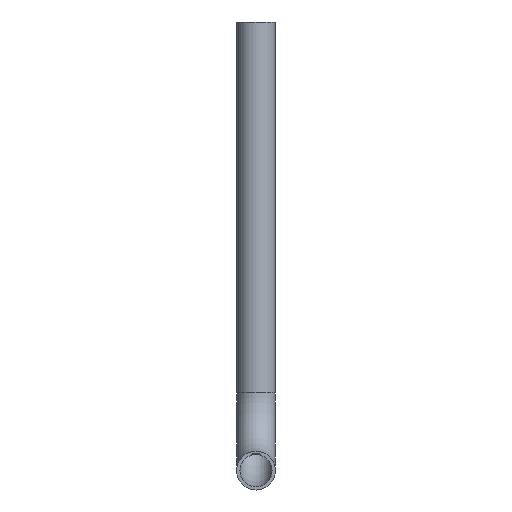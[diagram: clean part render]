
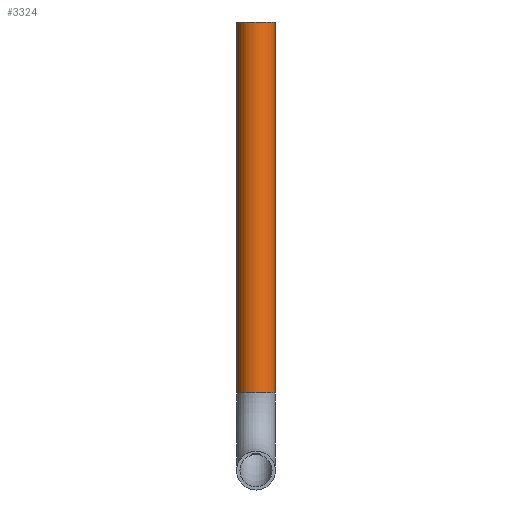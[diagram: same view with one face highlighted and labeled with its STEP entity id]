
A CAD part, front view. The second image highlights one B-rep face of the part: STEP entity #3324.
In plain terms, the highlighted cylindrical face has radius 13.45 mm (diameter 26.9 mm), a full revolution.
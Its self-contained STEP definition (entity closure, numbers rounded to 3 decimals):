
#841 = CIRCLE ( 'NONE', #5531, 13.45 ) ;
#993 = EDGE_LOOP ( 'NONE', ( #4830 ) ) ;
#1060 = DIRECTION ( 'NONE',  ( 0., 0., 1. ) ) ;
#1062 = ORIENTED_EDGE ( 'NONE', *, *, #11611, .T. ) ;
#2001 = FACE_OUTER_BOUND ( 'NONE', #11938, .T. ) ;
#2074 = DIRECTION ( 'NONE',  ( 0., -1., 0. ) ) ;
#2773 = DIRECTION ( 'NONE',  ( 0., -1., 0. ) ) ;
#3009 = CARTESIAN_POINT ( 'NONE',  ( 0., 311.588, 54. ) ) ;
#3076 = DIRECTION ( 'NONE',  ( 0., -1., 0. ) ) ;
#3191 = VERTEX_POINT ( 'NONE', #4477 ) ;
#3324 = ADVANCED_FACE ( 'NONE', ( #2001, #12215 ), #3359, .T. ) ;
#3359 = CYLINDRICAL_SURFACE ( 'NONE', #6794, 13.45 ) ;
#4477 = CARTESIAN_POINT ( 'NONE',  ( 0., 298.138, 54. ) ) ;
#4830 = ORIENTED_EDGE ( 'NONE', *, *, #9932, .F. ) ;
#4913 = VERTEX_POINT ( 'NONE', #6492 ) ;
#5531 = AXIS2_PLACEMENT_3D ( 'NONE', #12604, #8616, #2773 ) ;
#6490 = AXIS2_PLACEMENT_3D ( 'NONE', #8234, #1060, #3076 ) ;
#6492 = CARTESIAN_POINT ( 'NONE',  ( 0., 298.138, 311.588 ) ) ;
#6794 = AXIS2_PLACEMENT_3D ( 'NONE', #3009, #11943, #2074 ) ;
#8234 = CARTESIAN_POINT ( 'NONE',  ( 0., 311.588, 54. ) ) ;
#8616 = DIRECTION ( 'NONE',  ( 0., 0., 1. ) ) ;
#8934 = CIRCLE ( 'NONE', #6490, 13.45 ) ;
#9932 = EDGE_CURVE ( 'NONE', #4913, #4913, #841, .T. ) ;
#11611 = EDGE_CURVE ( 'NONE', #3191, #3191, #8934, .T. ) ;
#11938 = EDGE_LOOP ( 'NONE', ( #1062 ) ) ;
#11943 = DIRECTION ( 'NONE',  ( 0., 0., 1. ) ) ;
#12215 = FACE_OUTER_BOUND ( 'NONE', #993, .T. ) ;
#12604 = CARTESIAN_POINT ( 'NONE',  ( 0., 311.588, 311.588 ) ) ;
